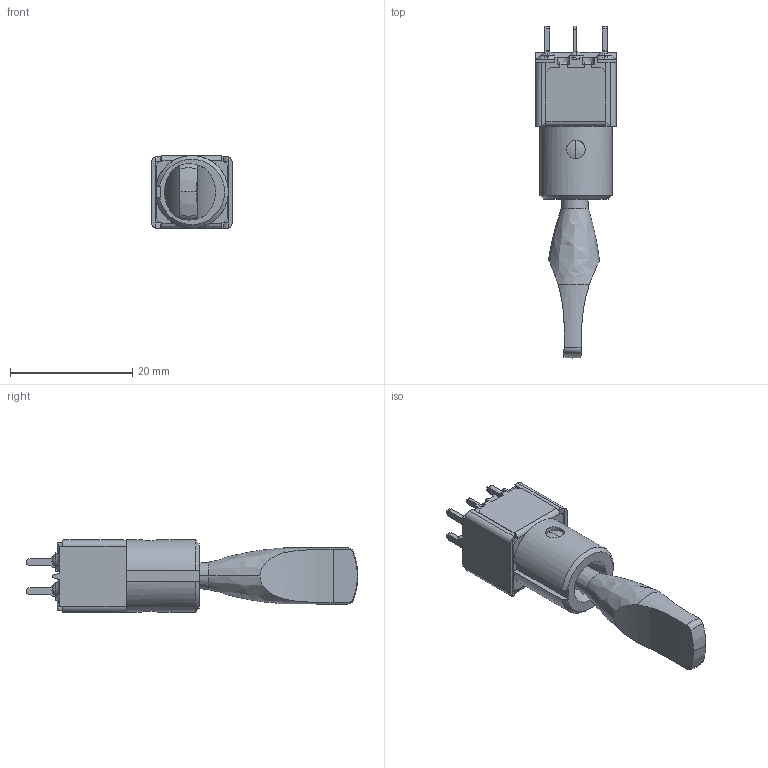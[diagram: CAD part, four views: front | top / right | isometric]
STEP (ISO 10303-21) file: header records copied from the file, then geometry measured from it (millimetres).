
FILE_DESCRIPTION((''),'2;1');
FILE_NAME('5244MTHAB_32__','2011-06-08T',('rboyer'),(''),'PRO/ENGINEER BY PARAMETRIC TECHNOLOGY CORPORATION, 2009440','PRO/ENGINEER BY PARAMETRIC TECHNOLOGY CORPORATION, 2009440','');
FILE_SCHEMA(('CONFIG_CONTROL_DESIGN'));
Length unit declared in the file: millimetre
Products named in the file (1): 5244MTHAB_32__
Bounding box: 13.24 x 54.3 x 11.92 mm (x, y, z)
Volume: 2849.4 mm3; surface area: 3736.7 mm2
Topology: 2 solids, 2 shells, 630 faces, 1709 edges, 1075 vertices
Faces by surface type: plane 431, cylinder 120, sphere 36, torus 20, cone 13, bspline 10
Entity records: 21257 total; most frequent: CARTESIAN_POINT 5585, ORIENTED_EDGE 3406, DIRECTION 3083, EDGE_CURVE 1703, VECTOR 1133, LINE 1133, VERTEX_POINT 1075, AXIS2_PLACEMENT_3D 975
